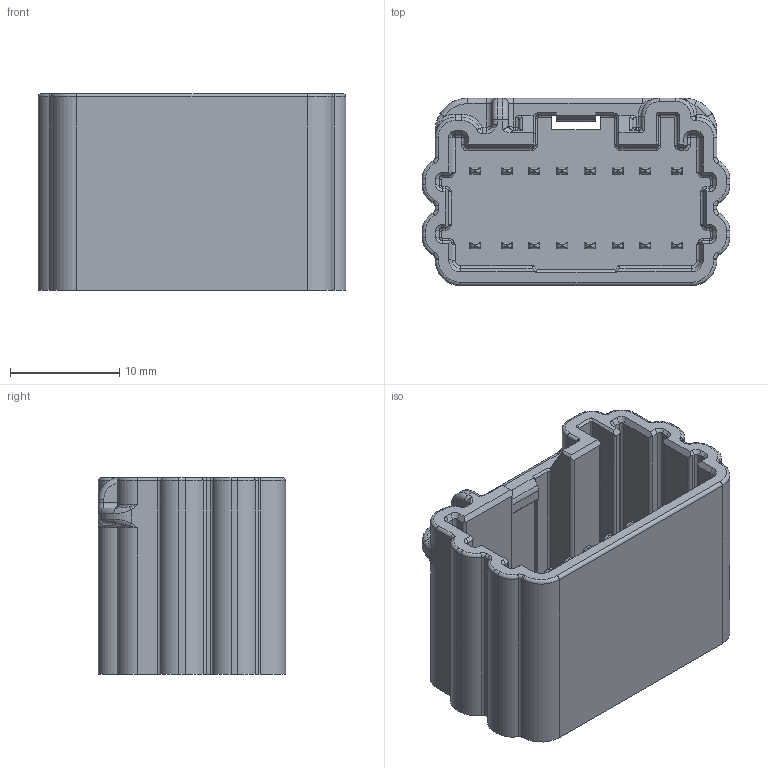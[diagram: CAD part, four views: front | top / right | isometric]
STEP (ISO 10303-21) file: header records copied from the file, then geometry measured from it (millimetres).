
FILE_DESCRIPTION(('STEP AP214'),'1');
FILE_NAME('GM 16W Interface ASSY Key B.stp','2023-03-21T12:42:36',(' '),(' '),'Spatial InterOp 3D',' ',' ');
FILE_SCHEMA(('AUTOMOTIVE_DESIGN { 1 0 10303 214 1 1 1 1 }'));
Length unit declared in the file: metre
Products named in the file (3): GM 16W Interface ASSY Key B; INTERFACE KEYB; GM 16W Terminals for Header
Assembly tree (2 placements, depth 2):
  GM 16W Interface ASSY Key B
    INTERFACE KEYB
    GM 16W Terminals for Header
Bounding box: 28.15 x 17.15 x 18 mm (x, y, z)
Volume: 2891.8 mm3; surface area: 4287.8 mm2
Topology: 17 solids, 17 shells, 629 faces, 1614 edges, 971 vertices
Faces by surface type: cylinder 256, plane 218, torus 66, bspline 53, sphere 18, cone 18
Entity records: 24343 total; most frequent: CARTESIAN_POINT 8639, ORIENTED_EDGE 3134, DIRECTION 2544, EDGE_CURVE 1567, VERTEX_POINT 971, AXIS2_PLACEMENT_3D 879, LINE 786, VECTOR 786
